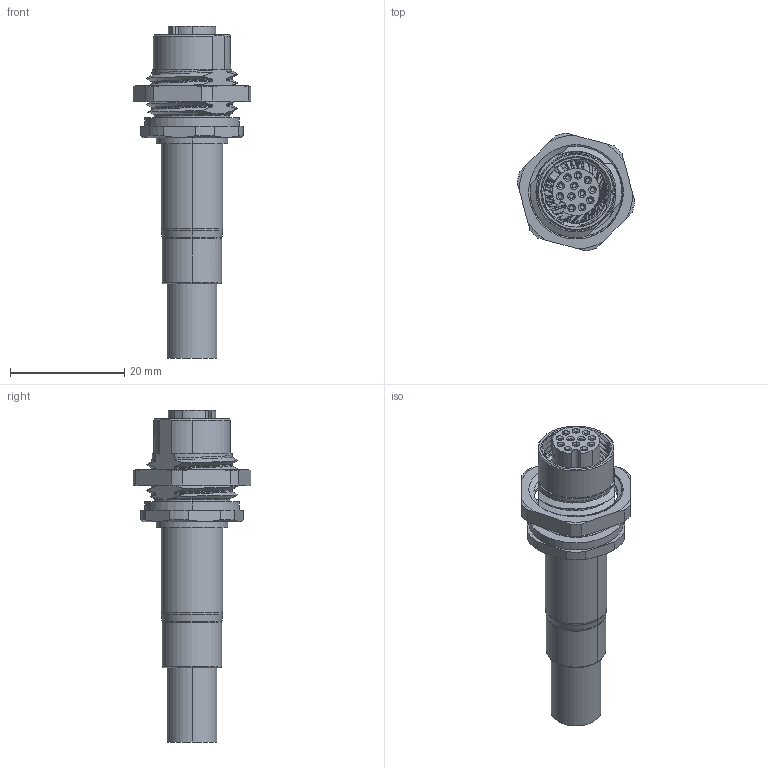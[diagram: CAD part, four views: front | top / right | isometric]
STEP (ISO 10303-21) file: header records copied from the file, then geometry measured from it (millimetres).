
FILE_DESCRIPTION(('HOOPS Exchange Step'),'2;1');
FILE_NAME('export-207B5F7A-8CCD-4CE3-A3A3-24C01DCF9CA3.stp','2021-02-04T16:18:37+01:00',('Engineering'),('Alibre'),'HOOPS Exchange 2020.1','Alibre','Unknown authorisation');
FILE_SCHEMA( ('AP242_MANAGED_MODEL_BASED_3D_ENGINEERING_MIM_LF {1 0 10303 442 1 1 4 }') );
Length unit declared in the file: millimetre
Products named in the file (3): 5460-1 M12 12 Pole Panel Mount FEMALE Shielded with 100cm wiring; 5460-2 NUT M12 12 Pole Panel Mount FEMALE Shielded with 100cm wiring ; 5460 M12 12 Pole Panel Mount FEMALE Shielded with 100cm wiring
Assembly tree (2 placements, depth 2):
  5460 M12 12 Pole Panel Mount FEMALE Shielded with 100cm wiring
    5460-1 M12 12 Pole Panel Mount FEMALE Shielded with 100cm wiring
    5460-2 NUT M12 12 Pole Panel Mount FEMALE Shielded with 100cm wiring 
Bounding box: 20.61 x 20.61 x 58.05 mm (x, y, z)
Volume: 6113.4 mm3; surface area: 4219.6 mm2
Topology: 2 solids, 2 shells, 417 faces, 1112 edges, 717 vertices
Faces by surface type: cylinder 138, cone 87, bspline 84, plane 82, torus 26
Entity records: 30458 total; most frequent: CARTESIAN_POINT 20785, ORIENTED_EDGE 2222, DIRECTION 1764, EDGE_CURVE 1111, AXIS2_PLACEMENT_3D 719, VERTEX_POINT 717, EDGE_LOOP 440, FACE_BOUND 440
